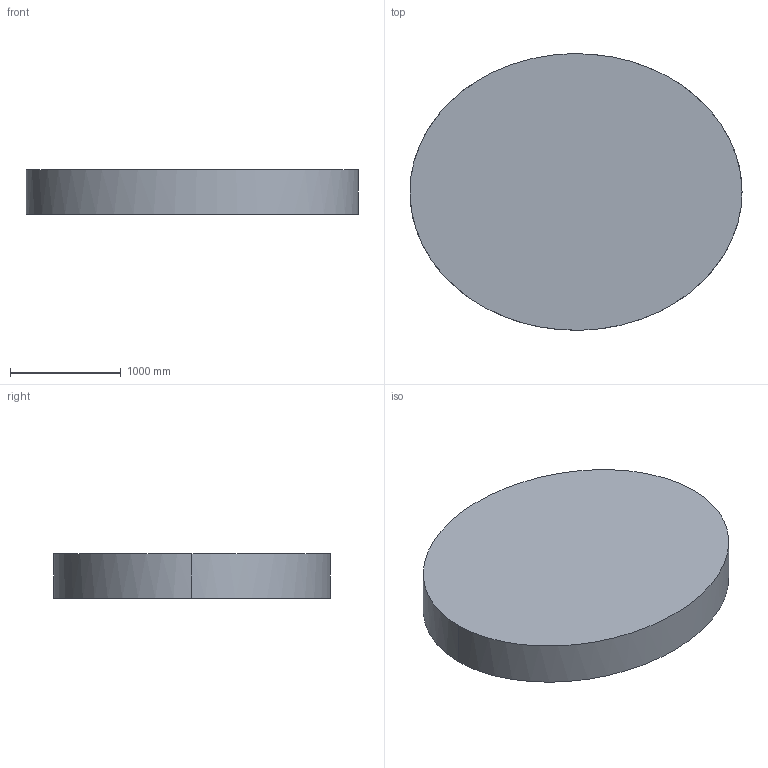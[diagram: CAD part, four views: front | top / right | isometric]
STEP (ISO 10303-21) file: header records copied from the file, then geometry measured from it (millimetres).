
FILE_DESCRIPTION(('CATIA V5 STEP Exchange'),'2;1');
FILE_NAME('Mirror_v6.stp','2024-05-14T18:15:25+00:00',('none'),('none'),'CATIA Version 5 Release 20 GA (IN-10)','CATIA V5 STEP AP203','none');
FILE_SCHEMA(('CONFIG_CONTROL_DESIGN'));
Length unit declared in the file: millimetre
Products named in the file (1): Envelope_v2
Bounding box: 3000 x 2499.34 x 400 mm (x, y, z)
Volume: 635561238.2 mm3; surface area: 23353164.1 mm2
Topology: 1 solids, 1 shells, 72 faces, 244 edges, 184 vertices
Faces by surface type: plane 38, cylinder 28, extrusion 6
Entity records: 2727 total; most frequent: CARTESIAN_POINT 631, ORIENTED_EDGE 488, DIRECTION 324, EDGE_CURVE 244, VERTEX_POINT 184, AXIS2_PLACEMENT_3D 164, CIRCLE 120, VECTOR 118
